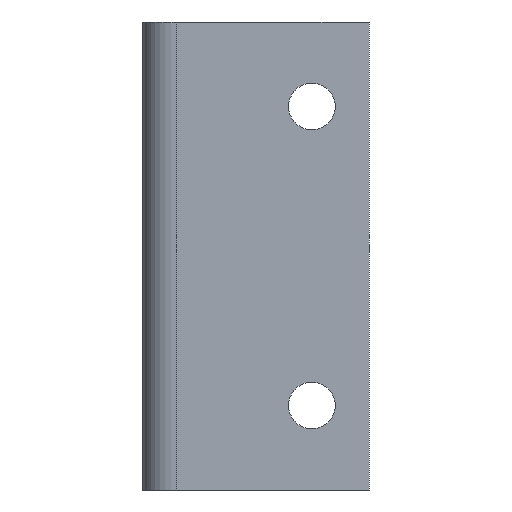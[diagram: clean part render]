
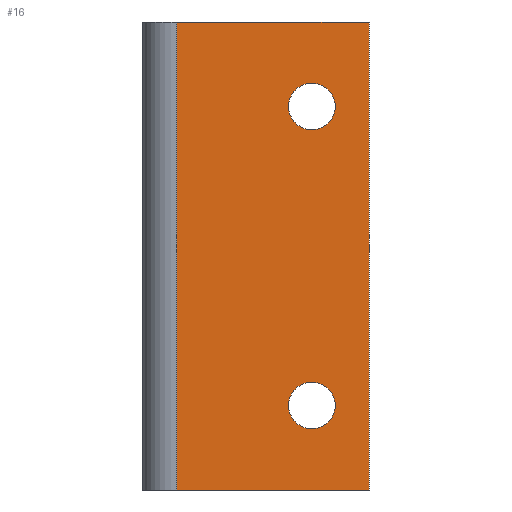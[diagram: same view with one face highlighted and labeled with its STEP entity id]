
A CAD part, front view. The second image highlights one B-rep face of the part: STEP entity #16.
In plain terms, the highlighted planar face has unit normal (0, -1, 0).
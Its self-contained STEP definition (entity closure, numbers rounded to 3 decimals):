
#16 = ADVANCED_FACE ( 'NONE', ( #236, #217, #203 ), #554, .F. ) ;
#26 = CIRCLE ( 'NONE', #604, 9. ) ;
#27 = ORIENTED_EDGE ( 'NONE', *, *, #639, .T. ) ;
#31 = ORIENTED_EDGE ( 'NONE', *, *, #668, .T. ) ;
#52 = CIRCLE ( 'NONE', #635, 9. ) ;
#69 = VECTOR ( 'NONE', #464, 1000. ) ;
#74 = CIRCLE ( 'NONE', #618, 9. ) ;
#89 = VECTOR ( 'NONE', #418, 1000. ) ;
#114 = VECTOR ( 'NONE', #561, 1000. ) ;
#134 = LINE ( 'NONE', #469, #69 ) ;
#148 = CIRCLE ( 'NONE', #597, 9. ) ;
#155 = VECTOR ( 'NONE', #558, 1000. ) ;
#184 = ORIENTED_EDGE ( 'NONE', *, *, #677, .T. ) ;
#188 = EDGE_LOOP ( 'NONE', ( #283, #263, #27, #206 ) ) ;
#197 = ORIENTED_EDGE ( 'NONE', *, *, #611, .T. ) ;
#203 = FACE_OUTER_BOUND ( 'NONE', #188, .T. ) ;
#206 = ORIENTED_EDGE ( 'NONE', *, *, #679, .F. ) ;
#217 = FACE_BOUND ( 'NONE', #226, .T. ) ;
#226 = EDGE_LOOP ( 'NONE', ( #234, #31 ) ) ;
#231 = EDGE_LOOP ( 'NONE', ( #184, #197 ) ) ;
#234 = ORIENTED_EDGE ( 'NONE', *, *, #601, .T. ) ;
#236 = FACE_BOUND ( 'NONE', #231, .T. ) ;
#243 = LINE ( 'NONE', #508, #155 ) ;
#250 = LINE ( 'NONE', #466, #89 ) ;
#251 = LINE ( 'NONE', #369, #114 ) ;
#263 = ORIENTED_EDGE ( 'NONE', *, *, #674, .T. ) ;
#283 = ORIENTED_EDGE ( 'NONE', *, *, #647, .F. ) ;
#307 = CARTESIAN_POINT ( 'NONE',  ( 65., 0., 23.5 ) ) ;
#309 = VERTEX_POINT ( 'NONE', #486 ) ;
#327 = CARTESIAN_POINT ( 'NONE',  ( 0., 0., 180. ) ) ;
#339 = VERTEX_POINT ( 'NONE', #365 ) ;
#340 = VERTEX_POINT ( 'NONE', #481 ) ;
#351 = DIRECTION ( 'NONE',  ( 0., 0., 1. ) ) ;
#359 = CARTESIAN_POINT ( 'NONE',  ( 65., 0., 32.5 ) ) ;
#360 = DIRECTION ( 'NONE',  ( 0., 1., 0. ) ) ;
#365 = CARTESIAN_POINT ( 'NONE',  ( 13., 0., 0. ) ) ;
#369 = CARTESIAN_POINT ( 'NONE',  ( 87., 0., 180. ) ) ;
#386 = CARTESIAN_POINT ( 'NONE',  ( 13., 0., 180. ) ) ;
#388 = CARTESIAN_POINT ( 'NONE',  ( 65., 0., 156.5 ) ) ;
#403 = VERTEX_POINT ( 'NONE', #388 ) ;
#418 = DIRECTION ( 'NONE',  ( 1., 0., 0. ) ) ;
#424 = VERTEX_POINT ( 'NONE', #386 ) ;
#445 = DIRECTION ( 'NONE',  ( 0., 1., 0. ) ) ;
#446 = DIRECTION ( 'NONE',  ( 0., 0., 1. ) ) ;
#453 = CARTESIAN_POINT ( 'NONE',  ( 65., 0., 147.5 ) ) ;
#459 = CARTESIAN_POINT ( 'NONE',  ( 87., 0., 0. ) ) ;
#464 = DIRECTION ( 'NONE',  ( 1., 0., 0. ) ) ;
#466 = CARTESIAN_POINT ( 'NONE',  ( 0., 0., 180. ) ) ;
#469 = CARTESIAN_POINT ( 'NONE',  ( 0., 0., 0. ) ) ;
#481 = CARTESIAN_POINT ( 'NONE',  ( 87., 0., 180. ) ) ;
#482 = DIRECTION ( 'NONE',  ( 0., 1., 0. ) ) ;
#486 = CARTESIAN_POINT ( 'NONE',  ( 65., 0., 138.5 ) ) ;
#494 = VERTEX_POINT ( 'NONE', #307 ) ;
#508 = CARTESIAN_POINT ( 'NONE',  ( 13., 0., 180. ) ) ;
#512 = VERTEX_POINT ( 'NONE', #459 ) ;
#514 = VERTEX_POINT ( 'NONE', #587 ) ;
#517 = DIRECTION ( 'NONE',  ( 0., 1., 0. ) ) ;
#531 = DIRECTION ( 'NONE',  ( 0., 0., 1. ) ) ;
#537 = DIRECTION ( 'NONE',  ( 0., 1., 0. ) ) ;
#541 = CARTESIAN_POINT ( 'NONE',  ( 65., 0., 147.5 ) ) ;
#552 = DIRECTION ( 'NONE',  ( 0., 0., 1. ) ) ;
#554 = PLANE ( 'NONE',  #673 ) ;
#558 = DIRECTION ( 'NONE',  ( 0., 0., -1. ) ) ;
#561 = DIRECTION ( 'NONE',  ( 0., 0., -1. ) ) ;
#579 = DIRECTION ( 'NONE',  ( 0., 0., 1. ) ) ;
#587 = CARTESIAN_POINT ( 'NONE',  ( 65., 0., 41.5 ) ) ;
#589 = CARTESIAN_POINT ( 'NONE',  ( 65., 0., 32.5 ) ) ;
#597 = AXIS2_PLACEMENT_3D ( 'NONE', #541, #517, #351 ) ;
#601 = EDGE_CURVE ( 'NONE', #403, #309, #52, .T. ) ;
#604 = AXIS2_PLACEMENT_3D ( 'NONE', #359, #482, #579 ) ;
#611 = EDGE_CURVE ( 'NONE', #494, #514, #26, .T. ) ;
#618 = AXIS2_PLACEMENT_3D ( 'NONE', #589, #360, #552 ) ;
#635 = AXIS2_PLACEMENT_3D ( 'NONE', #453, #445, #446 ) ;
#639 = EDGE_CURVE ( 'NONE', #339, #512, #134, .T. ) ;
#647 = EDGE_CURVE ( 'NONE', #424, #340, #250, .T. ) ;
#668 = EDGE_CURVE ( 'NONE', #309, #403, #148, .T. ) ;
#673 = AXIS2_PLACEMENT_3D ( 'NONE', #327, #537, #531 ) ;
#674 = EDGE_CURVE ( 'NONE', #424, #339, #243, .T. ) ;
#677 = EDGE_CURVE ( 'NONE', #514, #494, #74, .T. ) ;
#679 = EDGE_CURVE ( 'NONE', #340, #512, #251, .T. ) ;
